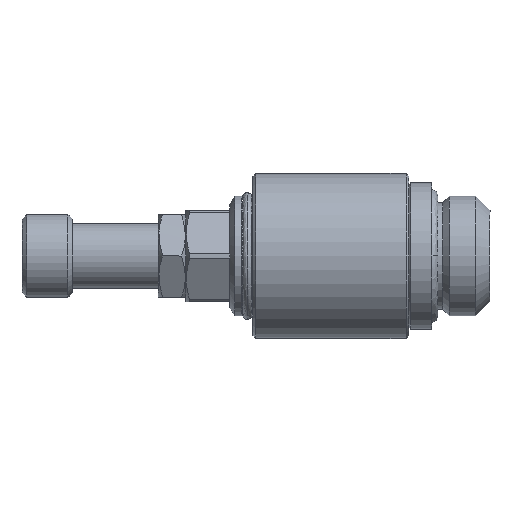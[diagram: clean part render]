
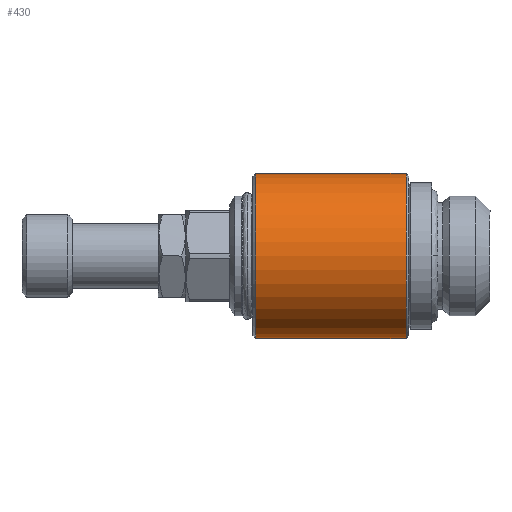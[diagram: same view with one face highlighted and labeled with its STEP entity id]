
A CAD part, left-side view. The second image highlights one B-rep face of the part: STEP entity #430.
In plain terms, the highlighted cylindrical face has radius 9 mm (diameter 18 mm), a full revolution.
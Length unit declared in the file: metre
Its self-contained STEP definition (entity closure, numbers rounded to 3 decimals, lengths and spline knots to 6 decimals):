
#430 = ADVANCED_FACE( 'NONE', ( #961, #962, #963 ), #964, .T. );
#961 = FACE_OUTER_BOUND( '', #2564, .T. );
#962 = FACE_OUTER_BOUND( '', #2565, .T. );
#963 = FACE_BOUND( '', #2566, .T. );
#964 = CYLINDRICAL_SURFACE( '', #2567, 0.009 );
#2564 = EDGE_LOOP( '', ( #4298 ) );
#2565 = EDGE_LOOP( '', ( #4299 ) );
#2566 = EDGE_LOOP( '', ( #4300, #4301 ) );
#2567 = AXIS2_PLACEMENT_3D( '', #4302, #4303, #4304 );
#4298 = ORIENTED_EDGE( '', *, *, #5532, .T. );
#4299 = ORIENTED_EDGE( '', *, *, #5533, .T. );
#4300 = ORIENTED_EDGE( '', *, *, #5372, .T. );
#4301 = ORIENTED_EDGE( '', *, *, #5534, .T. );
#4302 = CARTESIAN_POINT( '', ( 0., 0.007819, 0. ) );
#4303 = DIRECTION( '', ( 0., -1., 0. ) );
#4304 = DIRECTION( '', ( 0., 0., -1. ) );
#5372 = EDGE_CURVE( 'NONE', #6122, #6120, #6123, .T. );
#5532 = EDGE_CURVE( 'NONE', #6369, #6369, #6370, .T. );
#5533 = EDGE_CURVE( 'NONE', #6371, #6371, #6372, .T. );
#5534 = EDGE_CURVE( 'NONE', #6120, #6122, #6373, .T. );
#6120 = VERTEX_POINT( 'NONE', #7569 );
#6122 = VERTEX_POINT( 'NONE', #7571 );
#6123 = B_SPLINE_CURVE_WITH_KNOTS( '', 3, ( #7572, #7573, #7574, #7575, #7576, #7577, #7578, #7579, #7580, #7581, #7582, #7583, #7584, #7585, #7586, #7587, #7588, #7589, #7590, #7591, #7592, #7593, #7594, #7595, #7596, #7597 ), .UNSPECIFIED., .F., .F., ( 4, 1, 1, 1, 1, 1, 1, 1, 1, 1, 1, 1, 1, 1, 1, 1, 1, 1, 1, 1, 1, 1, 1, 4 ), ( 0., 0.016663, 0.032607, 0.047869, 0.062488, 0.093698, 0.124965, 0.186736, 0.24997, 0.311874, 0.374977, 0.437942, 0.499983, 0.562897, 0.624988, 0.686993, 0.749993, 0.812078, 0.875, 0.906537, 0.937494, 0.953429, 0.968754, 1. ), .UNSPECIFIED. );
#6369 = VERTEX_POINT( '', #8493 );
#6370 = CIRCLE( '', #8494, 0.009 );
#6371 = VERTEX_POINT( '', #8495 );
#6372 = CIRCLE( '', #8496, 0.009 );
#6373 = B_SPLINE_CURVE_WITH_KNOTS( '', 3, ( #8497, #8498, #8499, #8500, #8501, #8502, #8503, #8504, #8505, #8506, #8507, #8508, #8509, #8510, #8511, #8512, #8513, #8514, #8515, #8516, #8517, #8518, #8519, #8520, #8521, #8522 ), .UNSPECIFIED., .F., .F., ( 4, 1, 1, 1, 1, 1, 1, 1, 1, 1, 1, 1, 1, 1, 1, 1, 1, 1, 1, 1, 1, 1, 1, 4 ), ( 0., 0.01667, 0.032618, 0.047877, 0.062488, 0.093698, 0.124965, 0.186744, 0.249968, 0.31188, 0.374976, 0.437951, 0.499983, 0.562902, 0.624987, 0.686991, 0.749992, 0.81208, 0.874999, 0.906538, 0.937493, 0.953429, 0.968754, 1. ), .UNSPECIFIED. );
#7569 = CARTESIAN_POINT( '', ( 0.007919, 0.019424, -0.004277 ) );
#7571 = CARTESIAN_POINT( '', ( 0.007917, 0.015986, 0.004281 ) );
#7572 = CARTESIAN_POINT( '', ( 0.007917, 0.015986, 0.004281 ) );
#7573 = CARTESIAN_POINT( '', ( 0.007902, 0.016062, 0.004308 ) );
#7574 = CARTESIAN_POINT( '', ( 0.007873, 0.016212, 0.004362 ) );
#7575 = CARTESIAN_POINT( '', ( 0.007835, 0.016436, 0.004429 ) );
#7576 = CARTESIAN_POINT( '', ( 0.007803, 0.016653, 0.004484 ) );
#7577 = CARTESIAN_POINT( '', ( 0.007769, 0.016948, 0.004544 ) );
#7578 = CARTESIAN_POINT( '', ( 0.007741, 0.017326, 0.004591 ) );
#7579 = CARTESIAN_POINT( '', ( 0.00773, 0.017941, 0.004609 ) );
#7580 = CARTESIAN_POINT( '', ( 0.007783, 0.018715, 0.004521 ) );
#7581 = CARTESIAN_POINT( '', ( 0.007942, 0.019589, 0.004241 ) );
#7582 = CARTESIAN_POINT( '', ( 0.008161, 0.02039, 0.003808 ) );
#7583 = CARTESIAN_POINT( '', ( 0.008409, 0.021083, 0.003232 ) );
#7584 = CARTESIAN_POINT( '', ( 0.008648, 0.02166, 0.002534 ) );
#7585 = CARTESIAN_POINT( '', ( 0.008847, 0.022089, 0.001726 ) );
#7586 = CARTESIAN_POINT( '', ( 0.008976, 0.022354, 0.000841 ) );
#7587 = CARTESIAN_POINT( '', ( 0.009016, 0.02243, -0.000088 ) );
#7588 = CARTESIAN_POINT( '', ( 0.008958, 0.022318, -0.001013 ) );
#7589 = CARTESIAN_POINT( '', ( 0.008814, 0.02202, -0.001885 ) );
#7590 = CARTESIAN_POINT( '', ( 0.008605, 0.021562, -0.002674 ) );
#7591 = CARTESIAN_POINT( '', ( 0.008403, 0.021061, -0.003237 ) );
#7592 = CARTESIAN_POINT( '', ( 0.00824, 0.020605, -0.003625 ) );
#7593 = CARTESIAN_POINT( '', ( 0.008141, 0.020296, -0.003839 ) );
#7594 = CARTESIAN_POINT( '', ( 0.008067, 0.020039, -0.003991 ) );
#7595 = CARTESIAN_POINT( '', ( 0.007996, 0.019773, -0.004133 ) );
#7596 = CARTESIAN_POINT( '', ( 0.00795, 0.019564, -0.004219 ) );
#7597 = CARTESIAN_POINT( '', ( 0.007919, 0.019424, -0.004277 ) );
#8493 = CARTESIAN_POINT( '', ( 0., 0.0259, -0.009 ) );
#8494 = AXIS2_PLACEMENT_3D( '', #9795, #9796, #9797 );
#8495 = CARTESIAN_POINT( '', ( 0., 0.0095, -0.009 ) );
#8496 = AXIS2_PLACEMENT_3D( '', #9798, #9799, #9800 );
#8497 = CARTESIAN_POINT( '', ( 0.007919, 0.019424, -0.004277 ) );
#8498 = CARTESIAN_POINT( '', ( 0.007904, 0.019348, -0.004305 ) );
#8499 = CARTESIAN_POINT( '', ( 0.007874, 0.019198, -0.004359 ) );
#8500 = CARTESIAN_POINT( '', ( 0.007836, 0.018974, -0.004426 ) );
#8501 = CARTESIAN_POINT( '', ( 0.007805, 0.018756, -0.004482 ) );
#8502 = CARTESIAN_POINT( '', ( 0.00777, 0.018461, -0.004542 ) );
#8503 = CARTESIAN_POINT( '', ( 0.007741, 0.018083, -0.00459 ) );
#8504 = CARTESIAN_POINT( '', ( 0.00773, 0.017467, -0.004609 ) );
#8505 = CARTESIAN_POINT( '', ( 0.007782, 0.016692, -0.004523 ) );
#8506 = CARTESIAN_POINT( '', ( 0.00794, 0.015816, -0.004243 ) );
#8507 = CARTESIAN_POINT( '', ( 0.00816, 0.015014, -0.00381 ) );
#8508 = CARTESIAN_POINT( '', ( 0.008408, 0.014318, -0.003234 ) );
#8509 = CARTESIAN_POINT( '', ( 0.008648, 0.013741, -0.002535 ) );
#8510 = CARTESIAN_POINT( '', ( 0.008847, 0.013311, -0.001726 ) );
#8511 = CARTESIAN_POINT( '', ( 0.008977, 0.013045, -0.00084 ) );
#8512 = CARTESIAN_POINT( '', ( 0.009016, 0.01297, 0.000091 ) );
#8513 = CARTESIAN_POINT( '', ( 0.008958, 0.013082, 0.001017 ) );
#8514 = CARTESIAN_POINT( '', ( 0.008813, 0.013383, 0.00189 ) );
#8515 = CARTESIAN_POINT( '', ( 0.008603, 0.013842, 0.00268 ) );
#8516 = CARTESIAN_POINT( '', ( 0.008401, 0.014344, 0.003242 ) );
#8517 = CARTESIAN_POINT( '', ( 0.008237, 0.014802, 0.00363 ) );
#8518 = CARTESIAN_POINT( '', ( 0.008139, 0.015112, 0.003844 ) );
#8519 = CARTESIAN_POINT( '', ( 0.008065, 0.01537, 0.003996 ) );
#8520 = CARTESIAN_POINT( '', ( 0.007993, 0.015636, 0.004137 ) );
#8521 = CARTESIAN_POINT( '', ( 0.007947, 0.015846, 0.004223 ) );
#8522 = CARTESIAN_POINT( '', ( 0.007917, 0.015986, 0.004281 ) );
#9795 = CARTESIAN_POINT( '', ( 0., 0.0259, 0. ) );
#9796 = DIRECTION( '', ( 0., -1., 0. ) );
#9797 = DIRECTION( '', ( 0., 0., -1. ) );
#9798 = CARTESIAN_POINT( '', ( 0., 0.0095, 0. ) );
#9799 = DIRECTION( '', ( 0., 1., 0. ) );
#9800 = DIRECTION( '', ( 0., 0., -1. ) );
